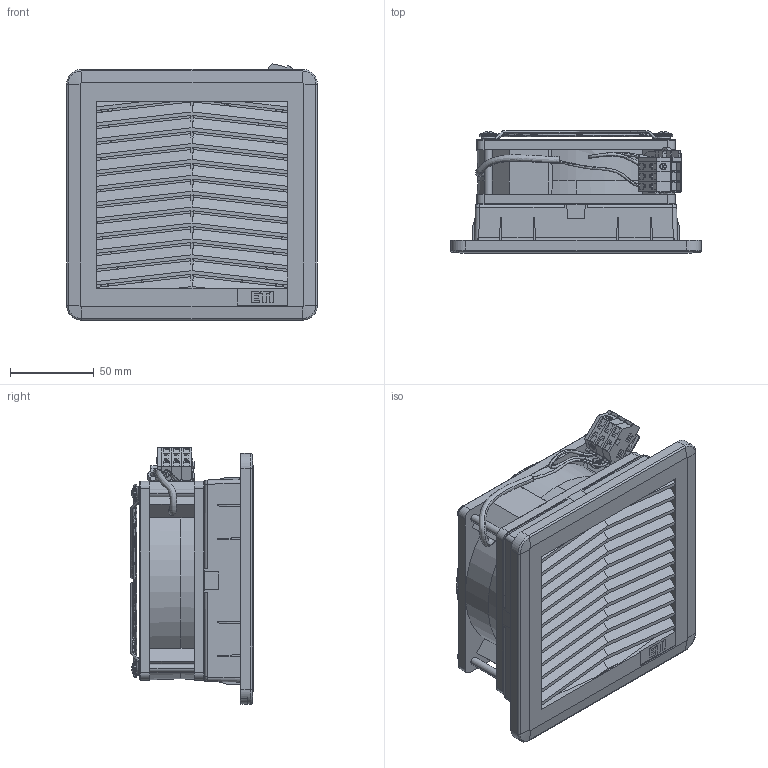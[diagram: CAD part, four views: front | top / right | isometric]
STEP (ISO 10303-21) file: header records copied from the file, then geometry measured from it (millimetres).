
FILE_DESCRIPTION((''),'2;1');
FILE_NAME('ASM0002_ASM','2024-08-23T14:57:10',('klemen.sitar'),('Audax d.o.o.'),'CREO PARAMETRIC BY PTC INC, 2021304','CREO PARAMETRIC BY PTC INC, 2021304','');
FILE_SCHEMA(('AP242_MANAGED_MODEL_BASED_3D_ENGINEERING_MIM_LF { 1 0 10303 442 1 1 4 }'));
Products named in the file (25): BREP_1_1_2_3; BREP_4; BREP_3; BREP_2; _261-311; _261-321; _261-361; _261-317; TAGLIO-ESTRUSIONE1; BREP_7; BREP_8_1; BREP_9_1; BREP_10_1; BREP_11_1; BREP_12; BREP_13; BREP_14; BREP_15; BREP_16; X5; PRT0020; PRT0021; PRT0006_1_1_1_1_1_1; 001344011-3DFILE_ASM; ASM0002_ASM
Assembly tree (24 placements, depth 3):
  ASM0002_ASM
    001344011-3DFILE_ASM
      BREP_1_1_2_3
      BREP_4
      BREP_3
      BREP_2
      _261-311
      _261-321
      _261-361
      _261-317
      TAGLIO-ESTRUSIONE1
      BREP_7
      BREP_8_1
      BREP_9_1
      BREP_10_1
      BREP_11_1
      BREP_12
      BREP_13
      BREP_14
      BREP_15
      BREP_16
      X5
      PRT0020
      PRT0021
      PRT0006_1_1_1_1_1_1
Bounding box: 150 x 73.2 x 153.35 mm (x, y, z)
Volume: 16686.5 mm3; surface area: 128956.7 mm2
Topology: 19 solids, 26 shells, 1348 faces, 3943 edges, 2649 vertices
Faces by surface type: plane 927, cylinder 215, cone 70, torus 64, bspline 62, sphere 10
Entity records: 112993 total; most frequent: CARTESIAN_POINT 53333, ORIENTED_EDGE 7693, DIRECTION 7033, PRESENTATION_STYLE_ASSIGNMENT 5314, STYLED_ITEM 5314, CURVE_STYLE 3940, EDGE_CURVE 3940, VERTEX_POINT 2649
